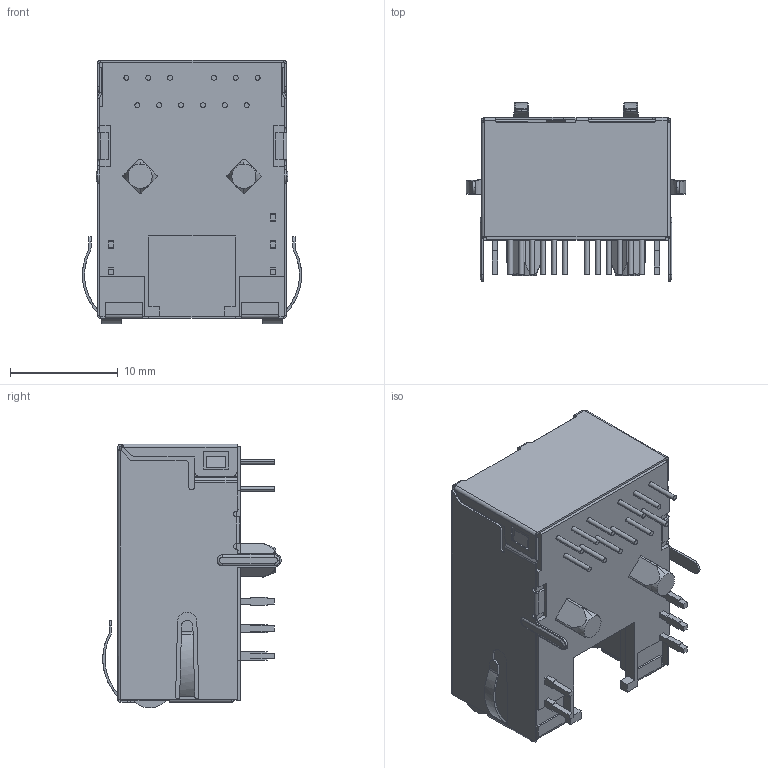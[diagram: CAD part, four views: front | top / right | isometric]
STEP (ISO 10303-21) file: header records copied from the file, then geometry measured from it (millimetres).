
FILE_DESCRIPTION (( 'STEP AP214' ), '1' );
FILE_NAME ('L836-1J1T-43.STEP', '2020-12-23T08:35:08', ( '' ), ( '' ), 'SwSTEP 2.0', 'SolidWorks 2017', '' );
FILE_SCHEMA (( 'AUTOMOTIVE_DESIGN' ));
Length unit declared in the file: millimetre
Products named in the file (2): L836-1J1T-43
Assembly tree (1 placements, depth 2):
  L836-1J1T-43
    L836-1J1T-43
Bounding box: 20.37 x 16.59 x 24.51 mm (x, y, z)
Volume: 3645.4 mm3; surface area: 4669.7 mm2
Topology: 26 solids, 26 shells, 614 faces, 1511 edges, 949 vertices
Faces by surface type: plane 419, cylinder 165, torus 18, bspline 8, cone 4
Entity records: 18651 total; most frequent: CARTESIAN_POINT 3892, ORIENTED_EDGE 3022, DIRECTION 2932, EDGE_CURVE 1511, LINE 1098, VECTOR 1098, VERTEX_POINT 949, AXIS2_PLACEMENT_3D 917
